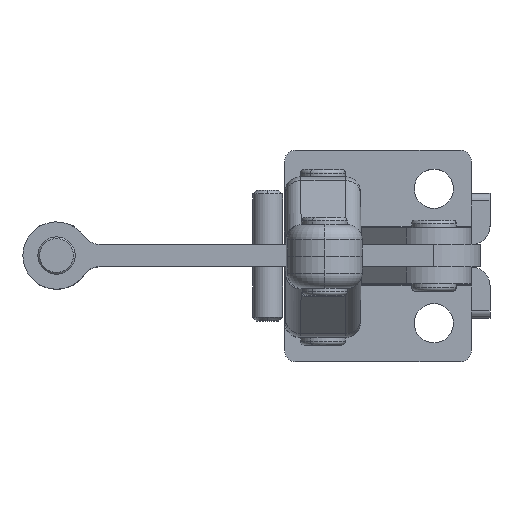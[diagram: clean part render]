
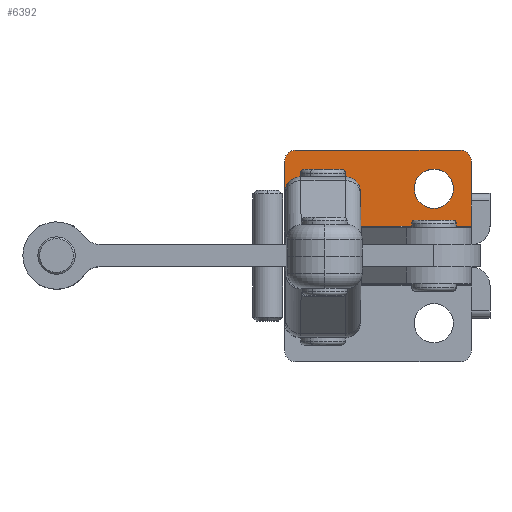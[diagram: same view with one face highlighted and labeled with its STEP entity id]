
A CAD part, top view. The second image highlights one B-rep face of the part: STEP entity #6392.
In plain terms, the highlighted planar face has unit normal (0, 0, 1).
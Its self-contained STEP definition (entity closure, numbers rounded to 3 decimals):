
#239 = CARTESIAN_POINT ( 'NONE',  ( -55., 8., 0. ) ) ;
#388 = CARTESIAN_POINT ( 'NONE',  ( -5., 8., 0. ) ) ;
#447 = CARTESIAN_POINT ( 'NONE',  ( -52., 28.3, 0. ) ) ;
#477 = CARTESIAN_POINT ( 'NONE',  ( -5., 25.3, 0. ) ) ;
#628 = CARTESIAN_POINT ( 'NONE',  ( -15., 12.75, 0. ) ) ;
#633 = CARTESIAN_POINT ( 'NONE',  ( -8., 28.3, 0. ) ) ;
#636 = CARTESIAN_POINT ( 'NONE',  ( -55., 25.3, 0. ) ) ;
#692 = CARTESIAN_POINT ( 'NONE',  ( -45., 23.25, 0. ) ) ;
#774 = CARTESIAN_POINT ( 'NONE',  ( -15., 23.25, 0. ) ) ;
#1269 = VERTEX_POINT ( 'NONE', #239 ) ;
#1485 = VERTEX_POINT ( 'NONE', #388 ) ;
#1816 = VERTEX_POINT ( 'NONE', #692 ) ;
#1862 = VERTEX_POINT ( 'NONE', #628 ) ;
#2056 = VERTEX_POINT ( 'NONE', #477 ) ;
#2106 = VERTEX_POINT ( 'NONE', #774 ) ;
#2129 = VERTEX_POINT ( 'NONE', #636 ) ;
#2452 = VERTEX_POINT ( 'NONE', #633 ) ;
#2553 = VERTEX_POINT ( 'NONE', #447 ) ;
#6392 = ADVANCED_FACE ( 'NONE', ( #14503, #14483, #14487 ), #18889, .T. ) ;
#8590 = DIRECTION ( 'NONE',  ( -1., 0., 0. ) ) ;
#8596 = CARTESIAN_POINT ( 'NONE',  ( -52., 28.3, 0. ) ) ;
#8720 = DIRECTION ( 'NONE',  ( 0., 1., 0. ) ) ;
#8724 = CARTESIAN_POINT ( 'NONE',  ( -5., 25.3, 0. ) ) ;
#8784 = DIRECTION ( 'NONE',  ( 0., 1., 0. ) ) ;
#8794 = CARTESIAN_POINT ( 'NONE',  ( -8., 25.3, 0. ) ) ;
#8796 = DIRECTION ( 'NONE',  ( -1., 0., 0. ) ) ;
#8809 = DIRECTION ( 'NONE',  ( 0., 0., 1. ) ) ;
#8811 = CARTESIAN_POINT ( 'NONE',  ( -5., 8., 0. ) ) ;
#8834 = DIRECTION ( 'NONE',  ( 0., -1., 0. ) ) ;
#8856 = DIRECTION ( 'NONE',  ( 0., -1., 0. ) ) ;
#8864 = DIRECTION ( 'NONE',  ( 0., 0., 1. ) ) ;
#8866 = CARTESIAN_POINT ( 'NONE',  ( -45., 18., 0. ) ) ;
#8876 = CARTESIAN_POINT ( 'NONE',  ( -55., 7.5, 0. ) ) ;
#8904 = DIRECTION ( 'NONE',  ( 0., -1., 0. ) ) ;
#8906 = DIRECTION ( 'NONE',  ( 0., 0., 1. ) ) ;
#8915 = DIRECTION ( 'NONE',  ( 0., -1., 0. ) ) ;
#8914 = CARTESIAN_POINT ( 'NONE',  ( -45., 18., 0. ) ) ;
#8920 = DIRECTION ( 'NONE',  ( 0., 0., 1. ) ) ;
#8921 = CARTESIAN_POINT ( 'NONE',  ( -15., 18., 0. ) ) ;
#8950 = DIRECTION ( 'NONE',  ( 0., -1., 0. ) ) ;
#8952 = DIRECTION ( 'NONE',  ( 0., 0., 1. ) ) ;
#8956 = CARTESIAN_POINT ( 'NONE',  ( -15., 18., 0. ) ) ;
#9146 = DIRECTION ( 'NONE',  ( 0., 1., 0. ) ) ;
#9154 = DIRECTION ( 'NONE',  ( 0., 0., 1. ) ) ;
#9156 = CARTESIAN_POINT ( 'NONE',  ( -52., 25.3, 0. ) ) ;
#12974 = VECTOR ( 'NONE', #8720, 1000. ) ;
#12978 = VECTOR ( 'NONE', #8796, 1000. ) ;
#12980 = LINE ( 'NONE', #8724, #12974 ) ;
#12982 = LINE ( 'NONE', #8811, #12978 ) ;
#12990 = VECTOR ( 'NONE', #8834, 1000. ) ;
#12992 = CIRCLE ( 'NONE', #23959, 3. ) ;
#13000 = LINE ( 'NONE', #8876, #12990 ) ;
#13006 = CIRCLE ( 'NONE', #23957, 5.25 ) ;
#13020 = CIRCLE ( 'NONE', #23952, 5.25 ) ;
#13026 = CIRCLE ( 'NONE', #23955, 5.25 ) ;
#13044 = CIRCLE ( 'NONE', #23945, 3. ) ;
#13062 = VECTOR ( 'NONE', #8590, 1000. ) ;
#13068 = LINE ( 'NONE', #8596, #13062 ) ;
#13112 = CIRCLE ( 'NONE', #23942, 5.25 ) ;
#14483 = FACE_BOUND ( 'NONE', #16031, .T. ) ;
#14487 = FACE_OUTER_BOUND ( 'NONE', #15128, .T. ) ;
#14503 = FACE_BOUND ( 'NONE', #15946, .T. ) ;
#15128 = EDGE_LOOP ( 'NONE', ( #21000, #21272, #20569, #20311, #21261, #20984 ) ) ;
#15946 = EDGE_LOOP ( 'NONE', ( #20967, #21368 ) ) ;
#16031 = EDGE_LOOP ( 'NONE', ( #21011, #21264 ) ) ;
#17315 = CARTESIAN_POINT ( 'NONE',  ( -45., 12.75, 0. ) ) ;
#18873 = DIRECTION ( 'NONE',  ( 0., 1., 0. ) ) ;
#18889 = PLANE ( 'NONE',  #24718 ) ;
#18922 = CARTESIAN_POINT ( 'NONE',  ( -52., 25.3, 0. ) ) ;
#19044 = DIRECTION ( 'NONE',  ( 0., 0., 1. ) ) ;
#20311 = ORIENTED_EDGE ( 'NONE', *, *, #26161, .T. ) ;
#20569 = ORIENTED_EDGE ( 'NONE', *, *, #26165, .T. ) ;
#20967 = ORIENTED_EDGE ( 'NONE', *, *, #26157, .F. ) ;
#20984 = ORIENTED_EDGE ( 'NONE', *, *, #26143, .T. ) ;
#21000 = ORIENTED_EDGE ( 'NONE', *, *, #26160, .T. ) ;
#21011 = ORIENTED_EDGE ( 'NONE', *, *, #26151, .F. ) ;
#21261 = ORIENTED_EDGE ( 'NONE', *, *, #26136, .T. ) ;
#21264 = ORIENTED_EDGE ( 'NONE', *, *, #26118, .F. ) ;
#21272 = ORIENTED_EDGE ( 'NONE', *, *, #26164, .F. ) ;
#21368 = ORIENTED_EDGE ( 'NONE', *, *, #26154, .F. ) ;
#23942 = AXIS2_PLACEMENT_3D ( 'NONE', #8921, #8920, #8915 ) ;
#23945 = AXIS2_PLACEMENT_3D ( 'NONE', #9156, #9154, #9146 ) ;
#23952 = AXIS2_PLACEMENT_3D ( 'NONE', #8956, #8952, #8950 ) ;
#23955 = AXIS2_PLACEMENT_3D ( 'NONE', #8914, #8906, #8904 ) ;
#23957 = AXIS2_PLACEMENT_3D ( 'NONE', #8866, #8864, #8856 ) ;
#23959 = AXIS2_PLACEMENT_3D ( 'NONE', #8794, #8809, #8784 ) ;
#24111 = VERTEX_POINT ( 'NONE', #17315 ) ;
#24718 = AXIS2_PLACEMENT_3D ( 'NONE', #18922, #19044, #18873 ) ;
#26118 = EDGE_CURVE ( 'NONE', #2106, #1862, #13112, .T. ) ;
#26136 = EDGE_CURVE ( 'NONE', #2452, #2553, #13068, .T. ) ;
#26143 = EDGE_CURVE ( 'NONE', #2553, #2129, #13044, .T. ) ;
#26151 = EDGE_CURVE ( 'NONE', #1862, #2106, #13020, .T. ) ;
#26154 = EDGE_CURVE ( 'NONE', #1816, #24111, #13026, .T. ) ;
#26157 = EDGE_CURVE ( 'NONE', #24111, #1816, #13006, .T. ) ;
#26160 = EDGE_CURVE ( 'NONE', #2129, #1269, #13000, .T. ) ;
#26161 = EDGE_CURVE ( 'NONE', #2056, #2452, #12992, .T. ) ;
#26164 = EDGE_CURVE ( 'NONE', #1485, #1269, #12982, .T. ) ;
#26165 = EDGE_CURVE ( 'NONE', #1485, #2056, #12980, .T. ) ;
